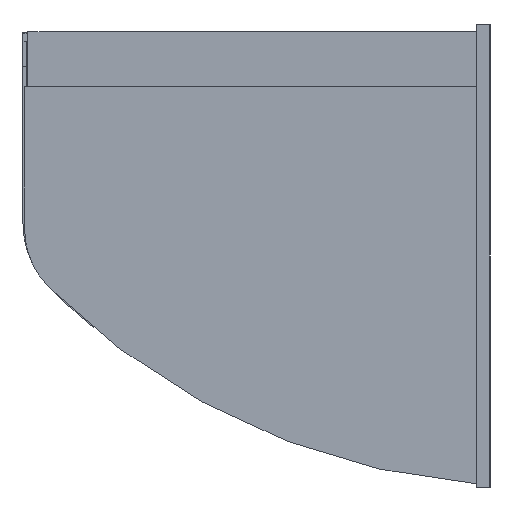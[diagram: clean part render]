
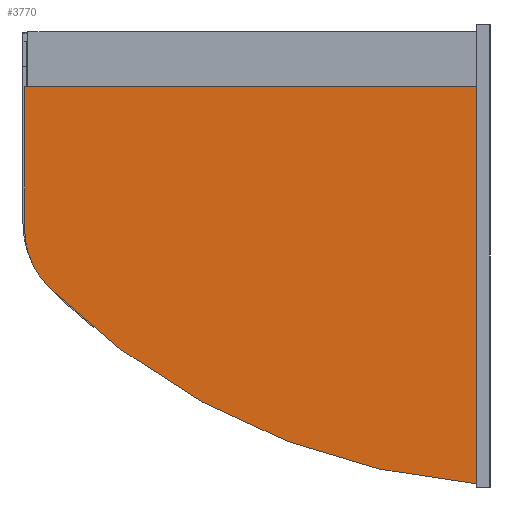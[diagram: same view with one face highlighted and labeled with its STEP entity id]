
A CAD part, left-side view. The second image highlights one B-rep face of the part: STEP entity #3770.
In plain terms, the highlighted planar face has unit normal (-1, 0, 0).
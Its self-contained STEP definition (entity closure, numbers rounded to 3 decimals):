
#70=CIRCLE('',#4087,123.);
#72=CIRCLE('',#4090,1022.);
#74=CIRCLE('',#4093,3.);
#338=FACE_OUTER_BOUND('',#559,.T.);
#559=EDGE_LOOP('',(#3159,#3160,#3161,#3162,#3163,#3164));
#939=LINE('',#6000,#1385);
#943=LINE('',#6008,#1389);
#946=LINE('',#6014,#1392);
#1385=VECTOR('',#4920,10.);
#1389=VECTOR('',#4926,10.);
#1392=VECTOR('',#4931,10.);
#1761=VERTEX_POINT('',#5998);
#1762=VERTEX_POINT('',#5999);
#1765=VERTEX_POINT('',#6007);
#1767=VERTEX_POINT('',#6013);
#1769=VERTEX_POINT('',#6019);
#1771=VERTEX_POINT('',#6025);
#2235=EDGE_CURVE('',#1761,#1762,#939,.T.);
#2239=EDGE_CURVE('',#1762,#1765,#943,.T.);
#2242=EDGE_CURVE('',#1765,#1767,#946,.T.);
#2245=EDGE_CURVE('',#1767,#1769,#70,.T.);
#2248=EDGE_CURVE('',#1769,#1771,#72,.T.);
#2251=EDGE_CURVE('',#1771,#1761,#74,.T.);
#3159=ORIENTED_EDGE('',*,*,#2251,.T.);
#3160=ORIENTED_EDGE('',*,*,#2235,.T.);
#3161=ORIENTED_EDGE('',*,*,#2239,.T.);
#3162=ORIENTED_EDGE('',*,*,#2242,.T.);
#3163=ORIENTED_EDGE('',*,*,#2245,.T.);
#3164=ORIENTED_EDGE('',*,*,#2248,.T.);
#3556=PLANE('',#4095);
#3770=ADVANCED_FACE('',(#338),#3556,.T.);
#4087=AXIS2_PLACEMENT_3D('',#6020,#4936,#4937);
#4090=AXIS2_PLACEMENT_3D('',#6026,#4943,#4944);
#4093=AXIS2_PLACEMENT_3D('',#6031,#4950,#4951);
#4095=AXIS2_PLACEMENT_3D('',#6033,#4954,#4955);
#4920=DIRECTION('',(0.,0.,1.));
#4926=DIRECTION('',(0.,1.,0.));
#4931=DIRECTION('',(0.,0.,-1.));
#4936=DIRECTION('center_axis',(-1.,0.,0.));
#4937=DIRECTION('ref_axis',(0.,1.,0.));
#4943=DIRECTION('center_axis',(-1.,0.,0.));
#4944=DIRECTION('ref_axis',(0.,0.707,-0.707));
#4950=DIRECTION('center_axis',(-1.,0.,0.));
#4951=DIRECTION('ref_axis',(0.,0.08,-0.997));
#4954=DIRECTION('center_axis',(-1.,0.,0.));
#4955=DIRECTION('ref_axis',(0.,0.,1.));
#5998=CARTESIAN_POINT('',(-718.,0.,-339.255));
#5999=CARTESIAN_POINT('',(-718.,0.,254.5));
#6000=CARTESIAN_POINT('',(-718.,0.,-347.5));
#6007=CARTESIAN_POINT('',(-718.,680.,254.5));
#6008=CARTESIAN_POINT('',(-718.,0.,254.5));
#6013=CARTESIAN_POINT('',(-718.,680.,40.5));
#6014=CARTESIAN_POINT('',(-718.,680.,254.5));
#6019=CARTESIAN_POINT('',(-718.,643.933,-46.515));
#6020=CARTESIAN_POINT('Origin',(-718.,557.,40.5));
#6025=CARTESIAN_POINT('',(-718.,3.24,-342.246));
#6026=CARTESIAN_POINT('Origin',(-718.,-78.389,676.489));
#6031=CARTESIAN_POINT('Origin',(-718.,3.,-339.255));
#6033=CARTESIAN_POINT('Origin',(-718.,340.,-43.878));
